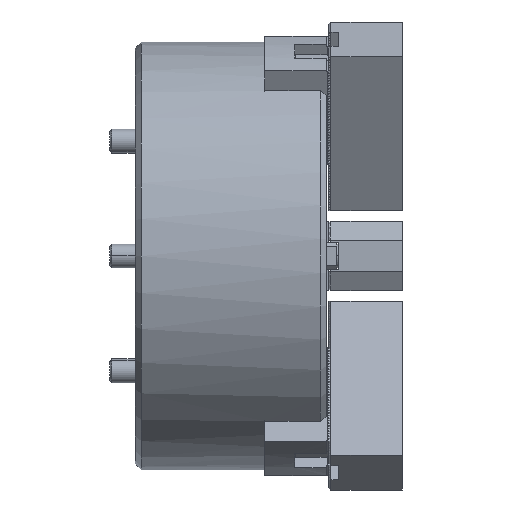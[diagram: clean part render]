
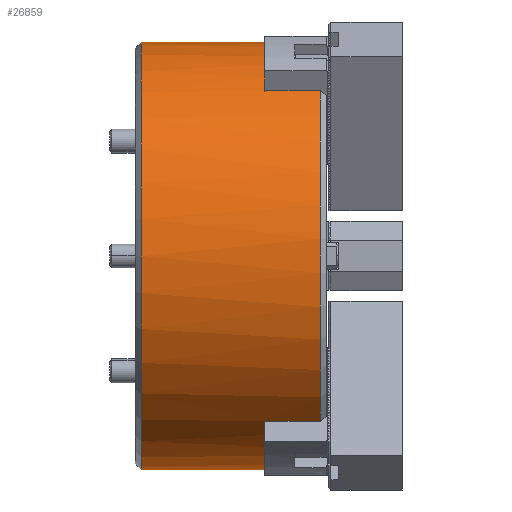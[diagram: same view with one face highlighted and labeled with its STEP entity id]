
A CAD part, front view. The second image highlights one B-rep face of the part: STEP entity #26859.
In plain terms, the highlighted cylindrical face has radius 107.5 mm (diameter 215 mm), a partial arc.
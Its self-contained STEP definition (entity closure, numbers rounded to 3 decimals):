
#107 = LINE ( 'NONE', #16550, #34319 ) ;
#271 = ORIENTED_EDGE ( 'NONE', *, *, #19133, .T. ) ;
#398 = EDGE_CURVE ( 'NONE', #9551, #18992, #35716, .T. ) ;
#804 = VERTEX_POINT ( 'NONE', #16830 ) ;
#1410 = ORIENTED_EDGE ( 'NONE', *, *, #19386, .T. ) ;
#2012 = CARTESIAN_POINT ( 'NONE',  ( 0., -68.188, -83.106 ) ) ;
#2190 = EDGE_LOOP ( 'NONE', ( #13204, #1410, #25216, #33154, #271, #23340, #4549, #20966, #24042, #34002, #10323, #25772 ) ) ;
#2429 = CARTESIAN_POINT ( 'NONE',  ( -93., 0., 107.5 ) ) ;
#2516 = CARTESIAN_POINT ( 'NONE',  ( -3., 0., 0. ) ) ;
#2527 = EDGE_CURVE ( 'NONE', #25804, #14194, #13289, .T. ) ;
#2834 = AXIS2_PLACEMENT_3D ( 'NONE', #2862, #17303, #23138 ) ;
#2862 = CARTESIAN_POINT ( 'NONE',  ( -3., 0., 0. ) ) ;
#3085 = CARTESIAN_POINT ( 'NONE',  ( -3., -68.188, 83.106 ) ) ;
#4549 = ORIENTED_EDGE ( 'NONE', *, *, #7412, .T. ) ;
#4691 = LINE ( 'NONE', #2012, #21175 ) ;
#5382 = DIRECTION ( 'NONE',  ( -1., 0., 0. ) ) ;
#6082 = VERTEX_POINT ( 'NONE', #2429 ) ;
#6629 = DIRECTION ( 'NONE',  ( 0., 1., 0. ) ) ;
#7106 = CARTESIAN_POINT ( 'NONE',  ( 0., -37.878, -100.606 ) ) ;
#7412 = EDGE_CURVE ( 'NONE', #804, #17417, #4691, .T. ) ;
#7420 = VERTEX_POINT ( 'NONE', #24649 ) ;
#8572 = DIRECTION ( 'NONE',  ( 1., 0., 0. ) ) ;
#8874 = AXIS2_PLACEMENT_3D ( 'NONE', #10074, #30333, #12989 ) ;
#9116 = CARTESIAN_POINT ( 'NONE',  ( -93., 0., -107.5 ) ) ;
#9369 = CIRCLE ( 'NONE', #16290, 107.5 ) ;
#9407 = CARTESIAN_POINT ( 'NONE',  ( -3., -68.188, -83.106 ) ) ;
#9551 = VERTEX_POINT ( 'NONE', #9116 ) ;
#9657 = DIRECTION ( 'NONE',  ( -1., 0., 0. ) ) ;
#10006 = CYLINDRICAL_SURFACE ( 'NONE', #8874, 107.5 ) ;
#10074 = CARTESIAN_POINT ( 'NONE',  ( 0., 0., 0. ) ) ;
#10323 = ORIENTED_EDGE ( 'NONE', *, *, #10840, .T. ) ;
#10840 = EDGE_CURVE ( 'NONE', #31765, #25804, #21020, .T. ) ;
#11420 = CARTESIAN_POINT ( 'NONE',  ( -31., 0., 0. ) ) ;
#11924 = LINE ( 'NONE', #18588, #36406 ) ;
#11978 = AXIS2_PLACEMENT_3D ( 'NONE', #22734, #5382, #25624 ) ;
#12086 = DIRECTION ( 'NONE',  ( -1., 0., 0. ) ) ;
#12989 = DIRECTION ( 'NONE',  ( 0., 0., -1. ) ) ;
#13204 = ORIENTED_EDGE ( 'NONE', *, *, #30984, .F. ) ;
#13289 = CIRCLE ( 'NONE', #30881, 107.5 ) ;
#13574 = DIRECTION ( 'NONE',  ( 0., 0., -1. ) ) ;
#14194 = VERTEX_POINT ( 'NONE', #24515 ) ;
#14358 = DIRECTION ( 'NONE',  ( 0., 1., 0. ) ) ;
#15106 = CARTESIAN_POINT ( 'NONE',  ( -31., -37.878, 100.606 ) ) ;
#15211 = CARTESIAN_POINT ( 'NONE',  ( -3., -37.878, -100.606 ) ) ;
#15341 = DIRECTION ( 'NONE',  ( 1., 0., 0. ) ) ;
#15725 = EDGE_CURVE ( 'NONE', #18992, #20760, #32499, .T. ) ;
#15765 = LINE ( 'NONE', #7106, #37132 ) ;
#16254 = CARTESIAN_POINT ( 'NONE',  ( -3., -37.878, 100.606 ) ) ;
#16290 = AXIS2_PLACEMENT_3D ( 'NONE', #11420, #31698, #14358 ) ;
#16550 = CARTESIAN_POINT ( 'NONE',  ( 0., -68.188, 83.106 ) ) ;
#16830 = CARTESIAN_POINT ( 'NONE',  ( -31., -68.188, -83.106 ) ) ;
#17172 = VERTEX_POINT ( 'NONE', #3085 ) ;
#17212 = CIRCLE ( 'NONE', #26309, 107.5 ) ;
#17233 = EDGE_CURVE ( 'NONE', #7420, #31765, #17212, .T. ) ;
#17302 = VERTEX_POINT ( 'NONE', #33497 ) ;
#17303 = DIRECTION ( 'NONE',  ( -1., 0., 0. ) ) ;
#17417 = VERTEX_POINT ( 'NONE', #9407 ) ;
#17869 = EDGE_CURVE ( 'NONE', #17172, #7420, #107, .T. ) ;
#18588 = CARTESIAN_POINT ( 'NONE',  ( 0., 0., 107.5 ) ) ;
#18992 = VERTEX_POINT ( 'NONE', #35411 ) ;
#19133 = EDGE_CURVE ( 'NONE', #20760, #17302, #15765, .T. ) ;
#19329 = CARTESIAN_POINT ( 'NONE',  ( 0., -37.878, 100.606 ) ) ;
#19386 = EDGE_CURVE ( 'NONE', #6082, #9551, #36730, .T. ) ;
#20760 = VERTEX_POINT ( 'NONE', #15211 ) ;
#20966 = ORIENTED_EDGE ( 'NONE', *, *, #25415, .T. ) ;
#20997 = CARTESIAN_POINT ( 'NONE',  ( -31., 0., 0. ) ) ;
#21020 = LINE ( 'NONE', #19329, #33785 ) ;
#21175 = VECTOR ( 'NONE', #30269, 1000. ) ;
#22344 = EDGE_CURVE ( 'NONE', #17302, #804, #9369, .T. ) ;
#22734 = CARTESIAN_POINT ( 'NONE',  ( -3., 0., 0. ) ) ;
#23138 = DIRECTION ( 'NONE',  ( 0., 0., -1. ) ) ;
#23340 = ORIENTED_EDGE ( 'NONE', *, *, #22344, .T. ) ;
#24042 = ORIENTED_EDGE ( 'NONE', *, *, #17869, .T. ) ;
#24515 = CARTESIAN_POINT ( 'NONE',  ( -3., 0., 107.5 ) ) ;
#24582 = DIRECTION ( 'NONE',  ( -1., 0., 0. ) ) ;
#24649 = CARTESIAN_POINT ( 'NONE',  ( -31., -68.188, 83.106 ) ) ;
#25216 = ORIENTED_EDGE ( 'NONE', *, *, #398, .T. ) ;
#25415 = EDGE_CURVE ( 'NONE', #17417, #17172, #33153, .T. ) ;
#25624 = DIRECTION ( 'NONE',  ( 0., 0., -1. ) ) ;
#25712 = DIRECTION ( 'NONE',  ( 1., 0., 0. ) ) ;
#25772 = ORIENTED_EDGE ( 'NONE', *, *, #2527, .T. ) ;
#25804 = VERTEX_POINT ( 'NONE', #16254 ) ;
#25954 = CARTESIAN_POINT ( 'NONE',  ( -93., 0., 0. ) ) ;
#26309 = AXIS2_PLACEMENT_3D ( 'NONE', #20997, #9657, #6629 ) ;
#26859 = ADVANCED_FACE ( 'NONE', ( #33724 ), #10006, .T. ) ;
#27365 = DIRECTION ( 'NONE',  ( -1., 0., 0. ) ) ;
#28852 = DIRECTION ( 'NONE',  ( 0., 0., 1. ) ) ;
#28858 = VECTOR ( 'NONE', #15341, 1000. ) ;
#30269 = DIRECTION ( 'NONE',  ( 1., 0., 0. ) ) ;
#30333 = DIRECTION ( 'NONE',  ( 1., 0., 0. ) ) ;
#30881 = AXIS2_PLACEMENT_3D ( 'NONE', #2516, #24582, #13574 ) ;
#30984 = EDGE_CURVE ( 'NONE', #6082, #14194, #11924, .T. ) ;
#31698 = DIRECTION ( 'NONE',  ( -1., 0., 0. ) ) ;
#31765 = VERTEX_POINT ( 'NONE', #15106 ) ;
#32161 = CARTESIAN_POINT ( 'NONE',  ( 0., 0., -107.5 ) ) ;
#32499 = CIRCLE ( 'NONE', #2834, 107.5 ) ;
#33153 = CIRCLE ( 'NONE', #11978, 107.5 ) ;
#33154 = ORIENTED_EDGE ( 'NONE', *, *, #15725, .T. ) ;
#33497 = CARTESIAN_POINT ( 'NONE',  ( -31., -37.878, -100.606 ) ) ;
#33724 = FACE_OUTER_BOUND ( 'NONE', #2190, .T. ) ;
#33785 = VECTOR ( 'NONE', #25712, 1000. ) ;
#34002 = ORIENTED_EDGE ( 'NONE', *, *, #17233, .T. ) ;
#34156 = AXIS2_PLACEMENT_3D ( 'NONE', #25954, #8572, #28852 ) ;
#34319 = VECTOR ( 'NONE', #12086, 1000. ) ;
#35411 = CARTESIAN_POINT ( 'NONE',  ( -3., 0., -107.5 ) ) ;
#35716 = LINE ( 'NONE', #32161, #28858 ) ;
#36020 = DIRECTION ( 'NONE',  ( 1., 0., 0. ) ) ;
#36406 = VECTOR ( 'NONE', #36020, 1000. ) ;
#36730 = CIRCLE ( 'NONE', #34156, 107.5 ) ;
#37132 = VECTOR ( 'NONE', #27365, 1000. ) ;
